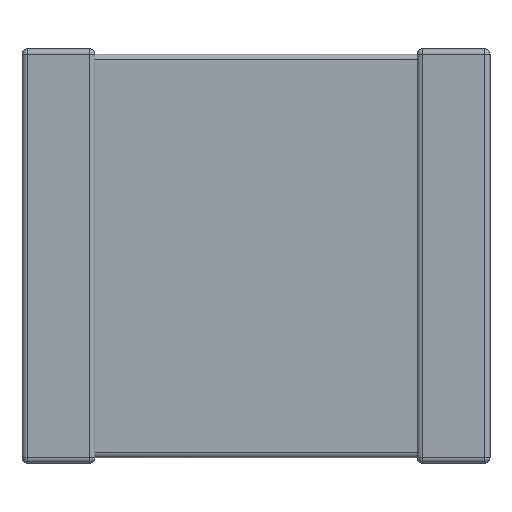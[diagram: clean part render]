
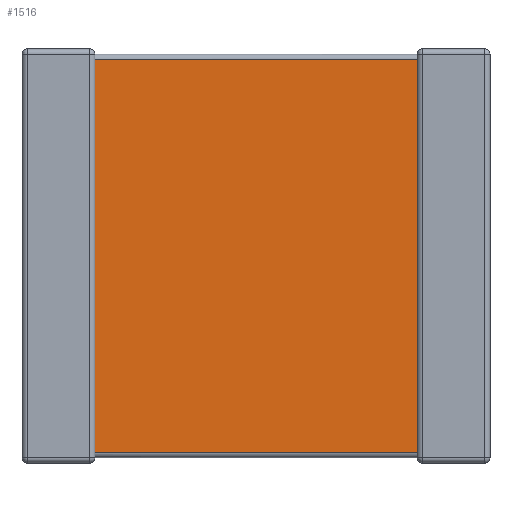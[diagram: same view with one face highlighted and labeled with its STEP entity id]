
A CAD part, front view. The second image highlights one B-rep face of the part: STEP entity #1516.
In plain terms, the highlighted planar face has unit normal (0, -1, 0).
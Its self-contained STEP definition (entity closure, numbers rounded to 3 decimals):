
#668 = VECTOR ( 'NONE', #5157, 1000. ) ;
#1129 = CARTESIAN_POINT ( 'NONE',  ( 5.15, 0.07, -0.14 ) ) ;
#1398 = VERTEX_POINT ( 'NONE', #3123 ) ;
#1516 = ADVANCED_FACE ( 'NONE', ( #3936 ), #4409, .T. ) ;
#1866 = CARTESIAN_POINT ( 'NONE',  ( 0.95, 0.07, -5.26 ) ) ;
#1897 = EDGE_CURVE ( 'NONE', #5080, #5428, #7568, .T. ) ;
#2011 = CARTESIAN_POINT ( 'NONE',  ( 0.95, 0.07, -0.14 ) ) ;
#2359 = DIRECTION ( 'NONE',  ( 0., -1., 0. ) ) ;
#2368 = DIRECTION ( 'NONE',  ( 0., 0., 1. ) ) ;
#2579 = VERTEX_POINT ( 'NONE', #1866 ) ;
#3022 = EDGE_CURVE ( 'NONE', #1398, #5080, #5988, .T. ) ;
#3123 = CARTESIAN_POINT ( 'NONE',  ( 5.15, 0.07, -5.26 ) ) ;
#3394 = DIRECTION ( 'NONE',  ( 1., 0., 0. ) ) ;
#3518 = AXIS2_PLACEMENT_3D ( 'NONE', #6417, #2359, #7578 ) ;
#3606 = EDGE_LOOP ( 'NONE', ( #6807, #6288, #4424, #5520 ) ) ;
#3936 = FACE_OUTER_BOUND ( 'NONE', #3606, .T. ) ;
#3948 = EDGE_CURVE ( 'NONE', #2579, #1398, #7440, .T. ) ;
#4272 = CARTESIAN_POINT ( 'NONE',  ( 5.15, 0.07, -5.4 ) ) ;
#4404 = VECTOR ( 'NONE', #2368, 1000. ) ;
#4409 = PLANE ( 'NONE',  #3518 ) ;
#4424 = ORIENTED_EDGE ( 'NONE', *, *, #3022, .T. ) ;
#4680 = LINE ( 'NONE', #5901, #4404 ) ;
#4885 = EDGE_CURVE ( 'NONE', #2579, #5428, #4680, .T. ) ;
#5080 = VERTEX_POINT ( 'NONE', #1129 ) ;
#5157 = DIRECTION ( 'NONE',  ( -1., 0., 0. ) ) ;
#5243 = VECTOR ( 'NONE', #3394, 1000. ) ;
#5428 = VERTEX_POINT ( 'NONE', #2011 ) ;
#5520 = ORIENTED_EDGE ( 'NONE', *, *, #1897, .T. ) ;
#5901 = CARTESIAN_POINT ( 'NONE',  ( 0.95, 0.07, -5.4 ) ) ;
#5988 = LINE ( 'NONE', #4272, #6710 ) ;
#6288 = ORIENTED_EDGE ( 'NONE', *, *, #3948, .T. ) ;
#6417 = CARTESIAN_POINT ( 'NONE',  ( 0.95, 0.07, -5.4 ) ) ;
#6445 = CARTESIAN_POINT ( 'NONE',  ( 0.95, 0.07, -0.14 ) ) ;
#6597 = DIRECTION ( 'NONE',  ( 0., 0., 1. ) ) ;
#6710 = VECTOR ( 'NONE', #6597, 1000. ) ;
#6807 = ORIENTED_EDGE ( 'NONE', *, *, #4885, .F. ) ;
#6863 = CARTESIAN_POINT ( 'NONE',  ( 5.15, 0.07, -5.26 ) ) ;
#7440 = LINE ( 'NONE', #6863, #5243 ) ;
#7568 = LINE ( 'NONE', #6445, #668 ) ;
#7578 = DIRECTION ( 'NONE',  ( 1., 0., 0. ) ) ;
